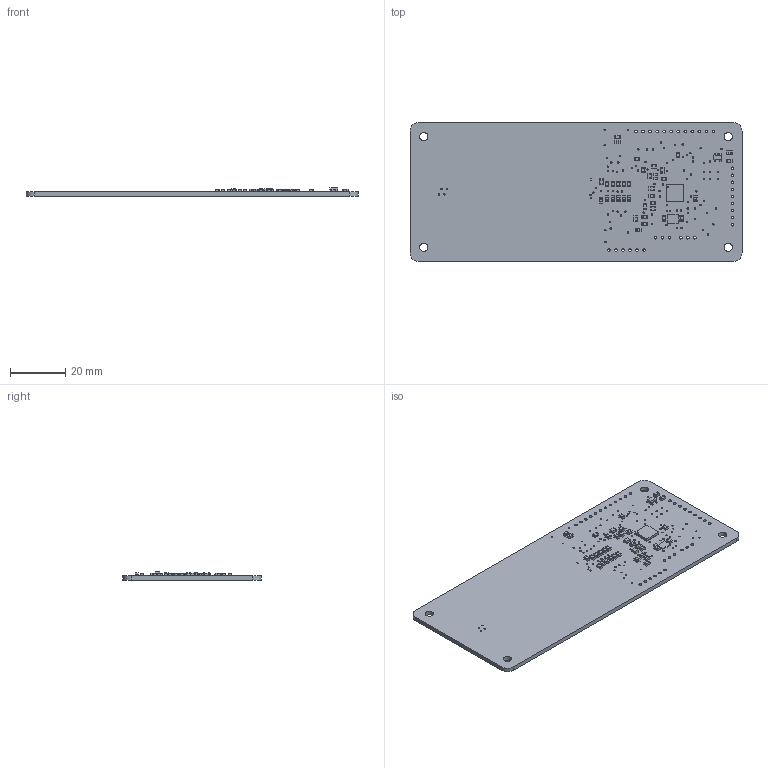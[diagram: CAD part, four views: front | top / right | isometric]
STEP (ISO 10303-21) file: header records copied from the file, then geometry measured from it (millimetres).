
FILE_DESCRIPTION(/* description */ (''),/* implementation_level */ '2;1');
FILE_NAME(/* name */ 'PCB Component.step',/* time_stamp */ '2024-10-07T10:13:15-04:00',/* author */ (''),/* organization */ (''),/* preprocessor_version */ 'ST-DEVELOPER v20',/* originating_system */ 'Autodesk Translation Framework v13.20.0.188',/* authorisation */ '');
FILE_SCHEMA (('AUTOMOTIVE_DESIGN { 1 0 10303 214 3 1 1 }'));
Length unit declared in the file: millimetre
Products named in the file (9): PCB Component; Board; PN532; FERRITE; 10µF; 27.12MHz; NC; GREEN; MIC5225-3.3V
Assembly tree (42 placements, depth 2):
  PCB Component
    Board
    PN532
    FERRITE  x4
    10µF  x31
    27.12MHz
    NC  x2
    GREEN
    MIC5225-3.3V
Bounding box: 120 x 50 x 2.97 mm (x, y, z)
Volume: 9413.4 mm3; surface area: 13757.3 mm2
Topology: 146 solids, 146 shells, 2668 faces, 5817 edges, 2978 vertices
Faces by surface type: plane 1253, cylinder 915, sphere 500
Full cylindrical faces by diameter (mm): 0.305 x1, 0.4 x1, 0.406 x1, 0.5 x97, 1 x33, 3 x4
Entity records: 20001 total; most frequent: DIRECTION 3284, CARTESIAN_POINT 3177, ORIENTED_EDGE 3016, EDGE_CURVE 1508, LINE 1114, VECTOR 1114, AXIS2_PLACEMENT_3D 1085, VERTEX_POINT 978
